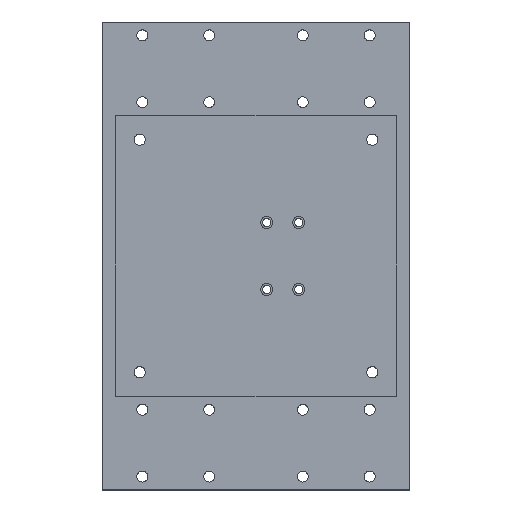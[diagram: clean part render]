
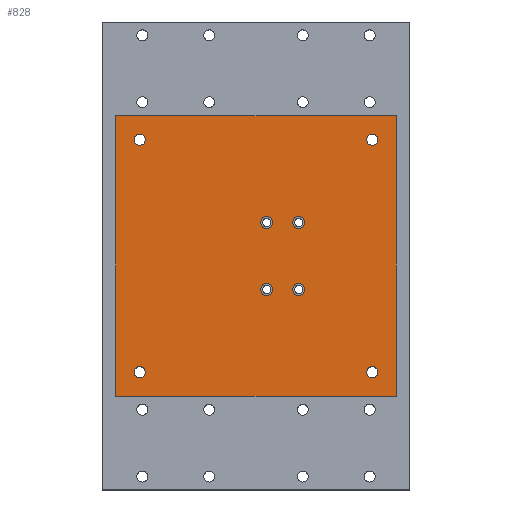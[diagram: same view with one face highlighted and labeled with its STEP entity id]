
A CAD part, top view. The second image highlights one B-rep face of the part: STEP entity #828.
In plain terms, the highlighted planar face has unit normal (0, 0, 1).
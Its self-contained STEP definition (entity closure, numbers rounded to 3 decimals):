
#29=LINE('',#1302,#65);
#33=LINE('',#1309,#69);
#36=LINE('',#1315,#72);
#38=LINE('',#1318,#74);
#65=VECTOR('',#1063,10.);
#69=VECTOR('',#1069,10.);
#72=VECTOR('',#1074,10.);
#74=VECTOR('',#1078,10.);
#100=PLANE('',#912);
#123=FACE_BOUND('',#275,.T.);
#124=FACE_BOUND('',#276,.T.);
#125=FACE_BOUND('',#277,.T.);
#126=FACE_BOUND('',#278,.T.);
#127=FACE_BOUND('',#279,.T.);
#128=FACE_BOUND('',#280,.T.);
#129=FACE_BOUND('',#281,.T.);
#130=FACE_BOUND('',#282,.T.);
#210=FACE_OUTER_BOUND('',#274,.T.);
#274=EDGE_LOOP('',(#659,#660,#661,#662));
#275=EDGE_LOOP('',(#663));
#276=EDGE_LOOP('',(#664));
#277=EDGE_LOOP('',(#665));
#278=EDGE_LOOP('',(#666));
#279=EDGE_LOOP('',(#667));
#280=EDGE_LOOP('',(#668));
#281=EDGE_LOOP('',(#669));
#282=EDGE_LOOP('',(#670));
#368=CIRCLE('',#877,4.5);
#371=CIRCLE('',#882,4.5);
#374=CIRCLE('',#887,4.5);
#377=CIRCLE('',#892,4.5);
#383=CIRCLE('',#913,4.2);
#384=CIRCLE('',#914,4.2);
#385=CIRCLE('',#915,4.2);
#386=CIRCLE('',#916,4.2);
#424=VERTEX_POINT('',#1229);
#427=VERTEX_POINT('',#1237);
#430=VERTEX_POINT('',#1245);
#433=VERTEX_POINT('',#1253);
#449=VERTEX_POINT('',#1299);
#450=VERTEX_POINT('',#1301);
#452=VERTEX_POINT('',#1307);
#454=VERTEX_POINT('',#1313);
#455=VERTEX_POINT('',#1320);
#456=VERTEX_POINT('',#1322);
#457=VERTEX_POINT('',#1324);
#458=VERTEX_POINT('',#1326);
#504=EDGE_CURVE('',#424,#424,#368,.T.);
#507=EDGE_CURVE('',#427,#427,#371,.T.);
#510=EDGE_CURVE('',#430,#430,#374,.T.);
#513=EDGE_CURVE('',#433,#433,#377,.T.);
#533=EDGE_CURVE('',#449,#450,#29,.T.);
#537=EDGE_CURVE('',#452,#449,#33,.T.);
#540=EDGE_CURVE('',#454,#452,#36,.T.);
#542=EDGE_CURVE('',#450,#454,#38,.T.);
#543=EDGE_CURVE('',#455,#455,#383,.T.);
#544=EDGE_CURVE('',#456,#456,#384,.T.);
#545=EDGE_CURVE('',#457,#457,#385,.T.);
#546=EDGE_CURVE('',#458,#458,#386,.T.);
#659=ORIENTED_EDGE('',*,*,#542,.F.);
#660=ORIENTED_EDGE('',*,*,#533,.F.);
#661=ORIENTED_EDGE('',*,*,#537,.F.);
#662=ORIENTED_EDGE('',*,*,#540,.F.);
#663=ORIENTED_EDGE('',*,*,#504,.T.);
#664=ORIENTED_EDGE('',*,*,#507,.T.);
#665=ORIENTED_EDGE('',*,*,#510,.T.);
#666=ORIENTED_EDGE('',*,*,#513,.T.);
#667=ORIENTED_EDGE('',*,*,#543,.F.);
#668=ORIENTED_EDGE('',*,*,#544,.F.);
#669=ORIENTED_EDGE('',*,*,#545,.F.);
#670=ORIENTED_EDGE('',*,*,#546,.F.);
#828=ADVANCED_FACE('',(#210,#123,#124,#125,#126,#127,#128,#129,#130),#100,
 .F.);
#877=AXIS2_PLACEMENT_3D('',#1230,#985,#986);
#882=AXIS2_PLACEMENT_3D('',#1238,#995,#996);
#887=AXIS2_PLACEMENT_3D('',#1246,#1005,#1006);
#892=AXIS2_PLACEMENT_3D('',#1254,#1015,#1016);
#912=AXIS2_PLACEMENT_3D('',#1319,#1079,#1080);
#913=AXIS2_PLACEMENT_3D('',#1321,#1081,#1082);
#914=AXIS2_PLACEMENT_3D('',#1323,#1083,#1084);
#915=AXIS2_PLACEMENT_3D('',#1325,#1085,#1086);
#916=AXIS2_PLACEMENT_3D('',#1327,#1087,#1088);
#985=DIRECTION('center_axis',(0.,0.,-1.));
#986=DIRECTION('ref_axis',(-1.,0.,0.));
#995=DIRECTION('center_axis',(0.,0.,-1.));
#996=DIRECTION('ref_axis',(-1.,0.,0.));
#1005=DIRECTION('center_axis',(0.,0.,-1.));
#1006=DIRECTION('ref_axis',(-1.,0.,0.));
#1015=DIRECTION('center_axis',(0.,0.,-1.));
#1016=DIRECTION('ref_axis',(-1.,0.,0.));
#1063=DIRECTION('',(0.,1.,0.));
#1069=DIRECTION('',(-1.,0.,0.));
#1074=DIRECTION('',(0.,-1.,0.));
#1078=DIRECTION('',(1.,0.,0.));
#1079=DIRECTION('center_axis',(0.,0.,-1.));
#1080=DIRECTION('ref_axis',(-1.,0.,0.));
#1081=DIRECTION('center_axis',(0.,0.,1.));
#1082=DIRECTION('ref_axis',(-1.,0.,0.));
#1083=DIRECTION('center_axis',(0.,0.,1.));
#1084=DIRECTION('ref_axis',(-1.,0.,0.));
#1085=DIRECTION('center_axis',(0.,0.,1.));
#1086=DIRECTION('ref_axis',(-1.,0.,0.));
#1087=DIRECTION('center_axis',(0.,0.,1.));
#1088=DIRECTION('ref_axis',(-1.,0.,0.));
#1229=CARTESIAN_POINT('',(12.5,25.,7.));
#1230=CARTESIAN_POINT('Origin',(8.,25.,7.));
#1237=CARTESIAN_POINT('',(12.5,-25.,7.));
#1238=CARTESIAN_POINT('Origin',(8.,-25.,7.));
#1245=CARTESIAN_POINT('',(36.5,-25.,7.));
#1246=CARTESIAN_POINT('Origin',(32.,-25.,7.));
#1253=CARTESIAN_POINT('',(36.5,25.,7.));
#1254=CARTESIAN_POINT('Origin',(32.,25.,7.));
#1299=CARTESIAN_POINT('',(-105.,-105.,7.));
#1301=CARTESIAN_POINT('',(-105.,105.,7.));
#1302=CARTESIAN_POINT('',(-105.,-105.,7.));
#1307=CARTESIAN_POINT('',(105.,-105.,7.));
#1309=CARTESIAN_POINT('',(105.,-105.,7.));
#1313=CARTESIAN_POINT('',(105.,105.,7.));
#1315=CARTESIAN_POINT('',(105.,105.,7.));
#1318=CARTESIAN_POINT('',(-105.,105.,7.));
#1319=CARTESIAN_POINT('Origin',(0.,0.,7.));
#1320=CARTESIAN_POINT('',(91.174,-86.974,7.));
#1321=CARTESIAN_POINT('Origin',(86.974,-86.974,7.));
#1322=CARTESIAN_POINT('',(-82.774,-86.974,7.));
#1323=CARTESIAN_POINT('Origin',(-86.974,-86.974,7.));
#1324=CARTESIAN_POINT('',(-82.774,86.974,7.));
#1325=CARTESIAN_POINT('Origin',(-86.974,86.974,7.));
#1326=CARTESIAN_POINT('',(91.174,86.974,7.));
#1327=CARTESIAN_POINT('Origin',(86.974,86.974,7.));
